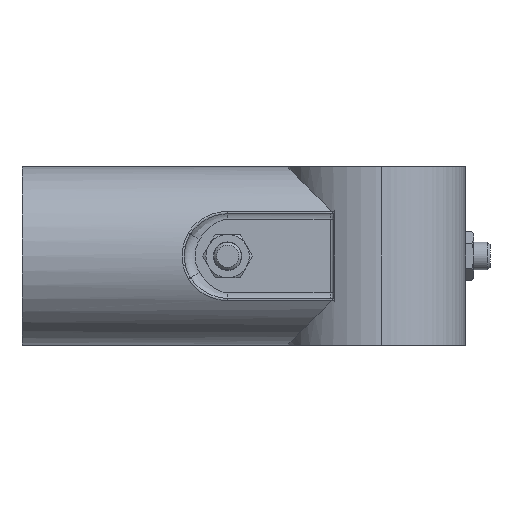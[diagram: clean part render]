
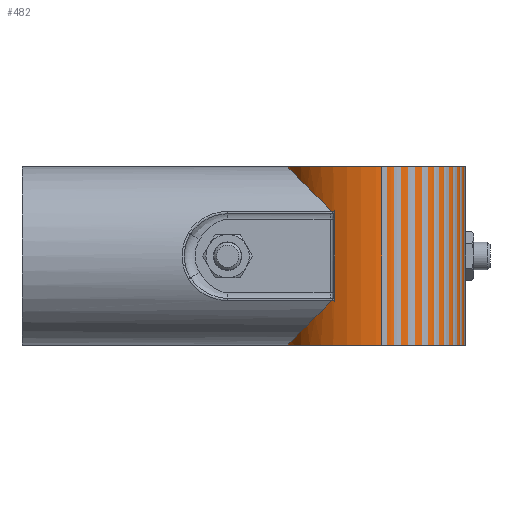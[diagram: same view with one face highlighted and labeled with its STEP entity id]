
A CAD part, front view. The second image highlights one B-rep face of the part: STEP entity #482.
In plain terms, the highlighted cylindrical face has radius 16.5 mm (diameter 33 mm), a partial arc.
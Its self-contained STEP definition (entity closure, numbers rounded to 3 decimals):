
#482=ADVANCED_FACE('',(#1714),#1716,.T.);
#1714=FACE_BOUND('',#1715,.T.);
#1715=EDGE_LOOP('',(#6744,#6745,#6746,#6747,#6748,#6749,#6750,#6751,#6752,#6753,
#6754,#6755));
#1716=CYLINDRICAL_SURFACE('',#1717,16.5);
#1717=AXIS2_PLACEMENT_3D('',#1718,#1719,#1720);
#1718=CARTESIAN_POINT('',(0.,0.,0.));
#1719=DIRECTION('',(0.,0.,1.));
#1720=DIRECTION('',(-1.,0.,0.));
#6744=ORIENTED_EDGE('',*,*,#7547,.T.);
#6745=ORIENTED_EDGE('',*,*,#7548,.F.);
#6746=ORIENTED_EDGE('',*,*,#7546,.F.);
#6747=ORIENTED_EDGE('',*,*,#7529,.T.);
#6748=ORIENTED_EDGE('',*,*,#7527,.T.);
#6749=ORIENTED_EDGE('',*,*,#7524,.T.);
#6750=ORIENTED_EDGE('',*,*,#7522,.F.);
#6751=ORIENTED_EDGE('',*,*,#7520,.T.);
#6752=ORIENTED_EDGE('',*,*,#7545,.F.);
#6753=ORIENTED_EDGE('',*,*,#7549,.F.);
#6754=ORIENTED_EDGE('',*,*,#7550,.T.);
#6755=ORIENTED_EDGE('',*,*,#7551,.T.);
#7520=EDGE_CURVE('',#7954,#7952,#7955,.F.);
#7522=EDGE_CURVE('',#7954,#7957,#7958,.T.);
#7524=EDGE_CURVE('',#7960,#7957,#7961,.T.);
#7527=EDGE_CURVE('',#7963,#7960,#7965,.T.);
#7529=EDGE_CURVE('',#7967,#7963,#7968,.F.);
#7545=EDGE_CURVE('',#7996,#7952,#7998,.F.);
#7546=EDGE_CURVE('',#7967,#7980,#7999,.T.);
#7547=EDGE_CURVE('',#8000,#8001,#8002,.T.);
#7548=EDGE_CURVE('',#7980,#8001,#8003,.T.);
#7549=EDGE_CURVE('',#8004,#7996,#8005,.F.);
#7550=EDGE_CURVE('',#8004,#8006,#8007,.F.);
#7551=EDGE_CURVE('',#8006,#8000,#8008,.F.);
#7952=VERTEX_POINT('',#8891);
#7954=VERTEX_POINT('',#8895);
#7955=LINE('',#8896,#8897);
#7957=VERTEX_POINT('',#8902);
#7958=CIRCLE('',#8903,16.5);
#7960=VERTEX_POINT('',#8910);
#7961=LINE('',#8911,#8912);
#7963=VERTEX_POINT('',#8917);
#7965=CIRCLE('',#8921,16.5);
#7967=VERTEX_POINT('',#8960);
#7968=LINE('',#8961,#8962);
#7980=VERTEX_POINT('',#9033);
#7996=VERTEX_POINT('',#9108);
#7998=(BOUNDED_CURVE()B_SPLINE_CURVE(3,
(#9112,#9113,#9114,#9115),
.UNSPECIFIED.,.F.,.F.)B_SPLINE_CURVE_WITH_KNOTS((4,4),
(0.,1.),
.UNSPECIFIED.)CURVE()GEOMETRIC_REPRESENTATION_ITEM()RATIONAL_B_SPLINE_CURVE((1.,
0.92,0.92,1.))REPRESENTATION_ITEM(''));
#7999=(BOUNDED_CURVE()B_SPLINE_CURVE(3,
(#9116,#9117,#9118,#9119),
.UNSPECIFIED.,.F.,.F.)B_SPLINE_CURVE_WITH_KNOTS((4,4),
(0.,1.),
.UNSPECIFIED.)CURVE()GEOMETRIC_REPRESENTATION_ITEM()RATIONAL_B_SPLINE_CURVE((1.,
0.92,0.92,1.))REPRESENTATION_ITEM(''));
#8000=VERTEX_POINT('',#9120);
#8001=VERTEX_POINT('',#9121);
#8002=B_SPLINE_CURVE_WITH_KNOTS('',3,
(#9122,#9123,#9124,#9125,#9126,#9127),
.UNSPECIFIED.,.F.,.F.,
(4,1,1,4),
(0.,0.333,0.667,1.),
.UNSPECIFIED.);
#8003=B_SPLINE_CURVE_WITH_KNOTS('',3,
(#9128,#9129,#9130,#9131,#9132,#9133,#9134,#9135,#9136),
.UNSPECIFIED.,.F.,.F.,
(4,1,1,1,1,1,4),
(0.,0.127,0.299,0.511,0.72,0.881,
1.),
.UNSPECIFIED.);
#8004=VERTEX_POINT('',#9137);
#8005=B_SPLINE_CURVE_WITH_KNOTS('',3,
(#9138,#9139,#9140,#9141,#9142,#9143,#9144,#9145,#9146),
.UNSPECIFIED.,.F.,.F.,
(4,1,1,1,1,1,4),
(0.,0.127,0.299,0.511,0.72,0.881,
1.),
.UNSPECIFIED.);
#8006=VERTEX_POINT('',#9147);
#8007=B_SPLINE_CURVE_WITH_KNOTS('',3,
(#9148,#9149,#9150,#9151,#9152,#9153),
.UNSPECIFIED.,.F.,.F.,
(4,1,1,4),
(0.,0.333,0.667,1.),
.UNSPECIFIED.);
#8008=LINE('',#9154,#9155);
#8891=CARTESIAN_POINT('',(-16.47,-1.,32.97));
#8895=CARTESIAN_POINT('',(-16.47,-1.,33.));
#8896=CARTESIAN_POINT('',(-16.47,-1.,32.97));
#8897=VECTOR('',#8898,1.);
#8898=DIRECTION('',(0.,0.,1.));
#8902=CARTESIAN_POINT('',(16.47,-1.,33.));
#8903=AXIS2_PLACEMENT_3D('',#8904,#8905,#8906);
#8904=CARTESIAN_POINT('',(0.,0.,33.));
#8905=DIRECTION('',(0.,0.,1.));
#8906=DIRECTION('',(-0.998,-0.061,0.));
#8910=CARTESIAN_POINT('',(16.47,-1.,0.));
#8911=CARTESIAN_POINT('',(16.47,-1.,0.));
#8912=VECTOR('',#8913,1.);
#8913=DIRECTION('',(0.,0.,1.));
#8917=CARTESIAN_POINT('',(-16.47,-1.,0.));
#8921=AXIS2_PLACEMENT_3D('',#8922,#8923,#8924);
#8922=CARTESIAN_POINT('',(0.,0.,0.));
#8923=DIRECTION('',(0.,0.,1.));
#8924=DIRECTION('',(-0.998,-0.061,0.));
#8960=CARTESIAN_POINT('',(-16.47,-1.,0.03));
#8961=CARTESIAN_POINT('',(-16.47,-1.,0.));
#8962=VECTOR('',#8963,1.);
#8963=DIRECTION('',(0.,0.,1.));
#9033=CARTESIAN_POINT('',(-8.222,-14.306,8.278));
#9108=CARTESIAN_POINT('',(-8.222,-14.306,24.722));
#9112=CARTESIAN_POINT('',(-16.47,-1.,32.97));
#9113=CARTESIAN_POINT('',(-16.126,-6.66,32.626));
#9114=CARTESIAN_POINT('',(-13.138,-11.48,29.638));
#9115=CARTESIAN_POINT('',(-8.222,-14.306,24.722));
#9116=CARTESIAN_POINT('',(-16.47,-1.,0.03));
#9117=CARTESIAN_POINT('',(-16.126,-6.66,0.374));
#9118=CARTESIAN_POINT('',(-13.138,-11.48,3.362));
#9119=CARTESIAN_POINT('',(-8.222,-14.306,8.278));
#9120=CARTESIAN_POINT('',(-7.734,-14.575,8.128));
#9121=CARTESIAN_POINT('',(-8.14,-14.353,8.407));
#9122=CARTESIAN_POINT('',(-7.734,-14.575,8.128));
#9123=CARTESIAN_POINT('',(-7.781,-14.55,8.155));
#9124=CARTESIAN_POINT('',(-7.875,-14.5,8.212));
#9125=CARTESIAN_POINT('',(-8.01,-14.426,8.304));
#9126=CARTESIAN_POINT('',(-8.097,-14.377,8.371));
#9127=CARTESIAN_POINT('',(-8.14,-14.353,8.407));
#9128=CARTESIAN_POINT('',(-8.222,-14.306,8.278));
#9129=CARTESIAN_POINT('',(-8.217,-14.308,8.283));
#9130=CARTESIAN_POINT('',(-8.207,-14.314,8.294));
#9131=CARTESIAN_POINT('',(-8.19,-14.324,8.313));
#9132=CARTESIAN_POINT('',(-8.172,-14.334,8.337));
#9133=CARTESIAN_POINT('',(-8.157,-14.343,8.363));
#9134=CARTESIAN_POINT('',(-8.147,-14.349,8.387));
#9135=CARTESIAN_POINT('',(-8.142,-14.351,8.401));
#9136=CARTESIAN_POINT('',(-8.14,-14.353,8.407));
#9137=CARTESIAN_POINT('',(-8.14,-14.353,24.593));
#9138=CARTESIAN_POINT('',(-8.222,-14.306,24.722));
#9139=CARTESIAN_POINT('',(-8.217,-14.308,24.717));
#9140=CARTESIAN_POINT('',(-8.207,-14.314,24.706));
#9141=CARTESIAN_POINT('',(-8.19,-14.324,24.687));
#9142=CARTESIAN_POINT('',(-8.172,-14.334,24.663));
#9143=CARTESIAN_POINT('',(-8.157,-14.343,24.637));
#9144=CARTESIAN_POINT('',(-8.147,-14.349,24.613));
#9145=CARTESIAN_POINT('',(-8.142,-14.351,24.599));
#9146=CARTESIAN_POINT('',(-8.14,-14.353,24.593));
#9147=CARTESIAN_POINT('',(-7.734,-14.575,24.872));
#9148=CARTESIAN_POINT('',(-7.734,-14.575,24.872));
#9149=CARTESIAN_POINT('',(-7.781,-14.55,24.845));
#9150=CARTESIAN_POINT('',(-7.875,-14.5,24.788));
#9151=CARTESIAN_POINT('',(-8.01,-14.426,24.696));
#9152=CARTESIAN_POINT('',(-8.097,-14.377,24.629));
#9153=CARTESIAN_POINT('',(-8.14,-14.353,24.593));
#9154=CARTESIAN_POINT('',(-7.734,-14.575,8.128));
#9155=VECTOR('',#9156,1.);
#9156=DIRECTION('',(0.,0.,1.));
